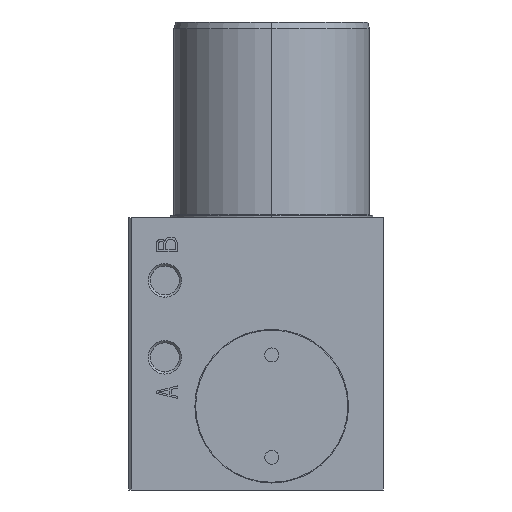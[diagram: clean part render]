
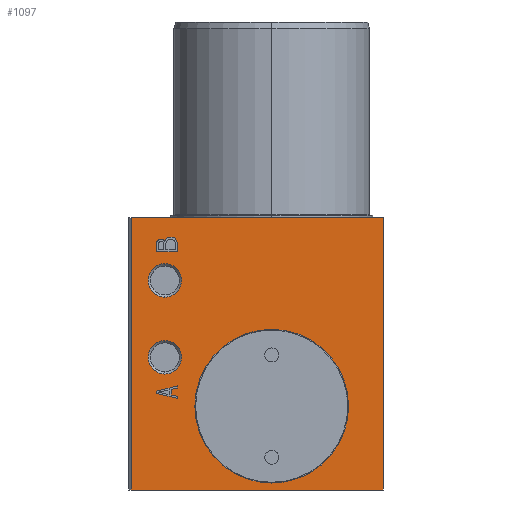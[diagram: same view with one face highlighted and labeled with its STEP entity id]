
A CAD part, left-side view. The second image highlights one B-rep face of the part: STEP entity #1097.
In plain terms, the highlighted face is planar.
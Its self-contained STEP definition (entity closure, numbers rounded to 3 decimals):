
#870=CARTESIAN_POINT('',(19.5,11.5,-50.));
#871=DIRECTION('',(0.,0.,1.));
#872=DIRECTION('',(1.,0.,0.));
#873=AXIS2_PLACEMENT_3D('',#870,#871,#872);
#874=PLANE('',#873);
#875=CARTESIAN_POINT('',(-14.6,44.,-50.));
#876=VERTEX_POINT('',#875);
#877=CARTESIAN_POINT('',(-14.6,41.,-50.));
#878=VERTEX_POINT('',#877);
#879=CARTESIAN_POINT('',(-14.6,44.,-50.));
#880=DIRECTION('',(0.,-1.,0.));
#881=VECTOR('',#880,3.);
#882=LINE('',#879,#881);
#883=EDGE_CURVE('',#876,#878,#882,.T.);
#884=ORIENTED_EDGE('',*,*,#883,.F.);
#885=CARTESIAN_POINT('',(-15.8,44.,-50.));
#886=VERTEX_POINT('',#885);
#887=CARTESIAN_POINT('',(-15.8,44.,-50.));
#888=DIRECTION('',(1.,0.,-0.));
#889=VECTOR('',#888,1.2);
#890=LINE('',#887,#889);
#891=EDGE_CURVE('',#886,#876,#890,.T.);
#892=ORIENTED_EDGE('',*,*,#891,.F.);
#893=CARTESIAN_POINT('',(-16.402,43.35,-50.));
#894=VERTEX_POINT('',#893);
#895=CARTESIAN_POINT('',(-15.75,43.35,-50.));
#896=DIRECTION('',(0.,0.,-1.));
#897=DIRECTION('',(-1.,0.,-0.));
#898=AXIS2_PLACEMENT_3D('',#895,#896,#897);
#899=CIRCLE('',#898,0.652);
#900=EDGE_CURVE('',#894,#886,#899,.T.);
#901=ORIENTED_EDGE('',*,*,#900,.F.);
#902=CARTESIAN_POINT('',(-16.1,42.8,-50.));
#903=VERTEX_POINT('',#902);
#904=CARTESIAN_POINT('',(-15.75,43.35,-50.));
#905=DIRECTION('',(0.,0.,-1.));
#906=DIRECTION('',(-1.,0.,-0.));
#907=AXIS2_PLACEMENT_3D('',#904,#905,#906);
#908=CIRCLE('',#907,0.652);
#909=EDGE_CURVE('',#903,#894,#908,.T.);
#910=ORIENTED_EDGE('',*,*,#909,.F.);
#911=CARTESIAN_POINT('',(-16.7,41.93,-50.));
#912=VERTEX_POINT('',#911);
#913=CARTESIAN_POINT('',(-15.77,41.93,-50.));
#914=DIRECTION('',(0.,0.,-1.));
#915=DIRECTION('',(-1.,0.,-0.));
#916=AXIS2_PLACEMENT_3D('',#913,#914,#915);
#917=CIRCLE('',#916,0.93);
#918=EDGE_CURVE('',#912,#903,#917,.T.);
#919=ORIENTED_EDGE('',*,*,#918,.F.);
#920=CARTESIAN_POINT('',(-15.8,41.,-50.));
#921=VERTEX_POINT('',#920);
#922=CARTESIAN_POINT('',(-15.77,41.93,-50.));
#923=DIRECTION('',(0.,0.,-1.));
#924=DIRECTION('',(-1.,0.,-0.));
#925=AXIS2_PLACEMENT_3D('',#922,#923,#924);
#926=CIRCLE('',#925,0.93);
#927=EDGE_CURVE('',#921,#912,#926,.T.);
#928=ORIENTED_EDGE('',*,*,#927,.F.);
#929=CARTESIAN_POINT('',(-14.6,41.,-50.));
#930=DIRECTION('',(-1.,0.,0.));
#931=VECTOR('',#930,1.2);
#932=LINE('',#929,#931);
#933=EDGE_CURVE('',#878,#921,#932,.T.);
#934=ORIENTED_EDGE('',*,*,#933,.F.);
#935=EDGE_LOOP('',(#884,#892,#901,#910,#919,#928,#934));
#936=FACE_BOUND('',#935,.T.);
#937=CARTESIAN_POINT('',(18.5,27.5,-50.));
#938=VERTEX_POINT('',#937);
#939=CARTESIAN_POINT('',(-3.5,27.5,-50.));
#940=VERTEX_POINT('',#939);
#941=CARTESIAN_POINT('',(7.5,27.5,-50.));
#942=DIRECTION('',(0.,0.,1.));
#943=DIRECTION('',(1.,0.,-0.));
#944=AXIS2_PLACEMENT_3D('',#941,#942,#943);
#945=CIRCLE('',#944,11.);
#946=EDGE_CURVE('',#938,#940,#945,.T.);
#947=ORIENTED_EDGE('',*,*,#946,.T.);
#948=CARTESIAN_POINT('',(7.5,27.5,-50.));
#949=DIRECTION('',(0.,0.,1.));
#950=DIRECTION('',(1.,0.,-0.));
#951=AXIS2_PLACEMENT_3D('',#948,#949,#950);
#952=CIRCLE('',#951,11.);
#953=EDGE_CURVE('',#940,#938,#952,.T.);
#954=ORIENTED_EDGE('',*,*,#953,.T.);
#955=EDGE_LOOP('',(#947,#954));
#956=FACE_BOUND('',#955,.T.);
#957=CARTESIAN_POINT('',(-12.9,42.8,-50.));
#958=VERTEX_POINT('',#957);
#959=CARTESIAN_POINT('',(-8.1,42.8,-50.));
#960=VERTEX_POINT('',#959);
#961=CARTESIAN_POINT('',(-10.5,42.8,-50.));
#962=DIRECTION('',(-0.,0.,-1.));
#963=DIRECTION('',(1.,0.,-0.));
#964=AXIS2_PLACEMENT_3D('',#961,#962,#963);
#965=CIRCLE('',#964,2.4);
#966=EDGE_CURVE('',#958,#960,#965,.T.);
#967=ORIENTED_EDGE('',*,*,#966,.F.);
#968=CARTESIAN_POINT('',(-10.5,42.8,-50.));
#969=DIRECTION('',(-0.,0.,-1.));
#970=DIRECTION('',(1.,0.,-0.));
#971=AXIS2_PLACEMENT_3D('',#968,#969,#970);
#972=CIRCLE('',#971,2.4);
#973=EDGE_CURVE('',#960,#958,#972,.T.);
#974=ORIENTED_EDGE('',*,*,#973,.F.);
#975=EDGE_LOOP('',(#967,#974));
#976=FACE_BOUND('',#975,.T.);
#977=CARTESIAN_POINT('',(-19.5,11.5,-50.));
#978=VERTEX_POINT('',#977);
#979=CARTESIAN_POINT('',(-19.5,47.6,-50.));
#980=VERTEX_POINT('',#979);
#981=CARTESIAN_POINT('',(-19.5,11.5,-50.));
#982=DIRECTION('',(0.,1.,0.));
#983=VECTOR('',#982,36.1);
#984=LINE('',#981,#983);
#985=EDGE_CURVE('',#978,#980,#984,.T.);
#986=ORIENTED_EDGE('',*,*,#985,.T.);
#987=CARTESIAN_POINT('',(19.5,47.6,-50.));
#988=VERTEX_POINT('',#987);
#989=CARTESIAN_POINT('',(19.5,47.6,-50.));
#990=DIRECTION('',(-1.,0.,0.));
#991=VECTOR('',#990,39.);
#992=LINE('',#989,#991);
#993=EDGE_CURVE('',#988,#980,#992,.T.);
#994=ORIENTED_EDGE('',*,*,#993,.F.);
#995=CARTESIAN_POINT('',(19.5,11.5,-50.));
#996=VERTEX_POINT('',#995);
#997=CARTESIAN_POINT('',(19.5,11.5,-50.));
#998=DIRECTION('',(0.,1.,0.));
#999=VECTOR('',#998,36.1);
#1000=LINE('',#997,#999);
#1001=EDGE_CURVE('',#996,#988,#1000,.T.);
#1002=ORIENTED_EDGE('',*,*,#1001,.F.);
#1003=CARTESIAN_POINT('',(19.5,11.5,-50.));
#1004=DIRECTION('',(-1.,0.,0.));
#1005=VECTOR('',#1004,39.);
#1006=LINE('',#1003,#1005);
#1007=EDGE_CURVE('',#996,#978,#1006,.T.);
#1008=ORIENTED_EDGE('',*,*,#1007,.T.);
#1009=EDGE_LOOP('',(#986,#994,#1002,#1008));
#1010=FACE_BOUND('',#1009,.T.);
#1011=CARTESIAN_POINT('',(-1.9,42.8,-50.));
#1012=VERTEX_POINT('',#1011);
#1013=CARTESIAN_POINT('',(2.9,42.8,-50.));
#1014=VERTEX_POINT('',#1013);
#1015=CARTESIAN_POINT('',(0.5,42.8,-50.));
#1016=DIRECTION('',(-0.,0.,-1.));
#1017=DIRECTION('',(1.,0.,-0.));
#1018=AXIS2_PLACEMENT_3D('',#1015,#1016,#1017);
#1019=CIRCLE('',#1018,2.4);
#1020=EDGE_CURVE('',#1012,#1014,#1019,.T.);
#1021=ORIENTED_EDGE('',*,*,#1020,.F.);
#1022=CARTESIAN_POINT('',(0.5,42.8,-50.));
#1023=DIRECTION('',(-0.,0.,-1.));
#1024=DIRECTION('',(1.,0.,-0.));
#1025=AXIS2_PLACEMENT_3D('',#1022,#1023,#1024);
#1026=CIRCLE('',#1025,2.4);
#1027=EDGE_CURVE('',#1014,#1012,#1026,.T.);
#1028=ORIENTED_EDGE('',*,*,#1027,.F.);
#1029=EDGE_LOOP('',(#1021,#1028));
#1030=FACE_BOUND('',#1029,.T.);
#1031=CARTESIAN_POINT('',(5.35,44.,-50.));
#1032=VERTEX_POINT('',#1031);
#1033=CARTESIAN_POINT('',(4.6,41.,-50.));
#1034=VERTEX_POINT('',#1033);
#1035=CARTESIAN_POINT('',(5.35,44.,-50.));
#1036=DIRECTION('',(-0.243,-0.97,0.));
#1037=VECTOR('',#1036,3.092);
#1038=LINE('',#1035,#1037);
#1039=EDGE_CURVE('',#1032,#1034,#1038,.T.);
#1040=ORIENTED_EDGE('',*,*,#1039,.T.);
#1041=CARTESIAN_POINT('',(4.9,41.,-50.));
#1042=VERTEX_POINT('',#1041);
#1043=CARTESIAN_POINT('',(4.6,41.,-50.));
#1044=DIRECTION('',(1.,0.,-0.));
#1045=VECTOR('',#1044,0.3);
#1046=LINE('',#1043,#1045);
#1047=EDGE_CURVE('',#1034,#1042,#1046,.T.);
#1048=ORIENTED_EDGE('',*,*,#1047,.T.);
#1049=CARTESIAN_POINT('',(5.1,41.9,-50.));
#1050=VERTEX_POINT('',#1049);
#1051=CARTESIAN_POINT('',(4.9,41.,-50.));
#1052=DIRECTION('',(0.217,0.976,0.));
#1053=VECTOR('',#1052,0.922);
#1054=LINE('',#1051,#1053);
#1055=EDGE_CURVE('',#1042,#1050,#1054,.T.);
#1056=ORIENTED_EDGE('',*,*,#1055,.T.);
#1057=CARTESIAN_POINT('',(5.9,41.9,-50.));
#1058=VERTEX_POINT('',#1057);
#1059=CARTESIAN_POINT('',(5.1,41.9,-50.));
#1060=DIRECTION('',(1.,0.,-0.));
#1061=VECTOR('',#1060,0.8);
#1062=LINE('',#1059,#1061);
#1063=EDGE_CURVE('',#1050,#1058,#1062,.T.);
#1064=ORIENTED_EDGE('',*,*,#1063,.T.);
#1065=CARTESIAN_POINT('',(6.1,41.,-50.));
#1066=VERTEX_POINT('',#1065);
#1067=CARTESIAN_POINT('',(5.9,41.9,-50.));
#1068=DIRECTION('',(0.217,-0.976,0.));
#1069=VECTOR('',#1068,0.922);
#1070=LINE('',#1067,#1069);
#1071=EDGE_CURVE('',#1058,#1066,#1070,.T.);
#1072=ORIENTED_EDGE('',*,*,#1071,.T.);
#1073=CARTESIAN_POINT('',(6.4,41.,-50.));
#1074=VERTEX_POINT('',#1073);
#1075=CARTESIAN_POINT('',(6.1,41.,-50.));
#1076=DIRECTION('',(1.,0.,-0.));
#1077=VECTOR('',#1076,0.3);
#1078=LINE('',#1075,#1077);
#1079=EDGE_CURVE('',#1066,#1074,#1078,.T.);
#1080=ORIENTED_EDGE('',*,*,#1079,.T.);
#1081=CARTESIAN_POINT('',(5.65,44.,-50.));
#1082=VERTEX_POINT('',#1081);
#1083=CARTESIAN_POINT('',(6.4,41.,-50.));
#1084=DIRECTION('',(-0.243,0.97,0.));
#1085=VECTOR('',#1084,3.092);
#1086=LINE('',#1083,#1085);
#1087=EDGE_CURVE('',#1074,#1082,#1086,.T.);
#1088=ORIENTED_EDGE('',*,*,#1087,.T.);
#1089=CARTESIAN_POINT('',(5.65,44.,-50.));
#1090=DIRECTION('',(-1.,0.,0.));
#1091=VECTOR('',#1090,0.3);
#1092=LINE('',#1089,#1091);
#1093=EDGE_CURVE('',#1082,#1032,#1092,.T.);
#1094=ORIENTED_EDGE('',*,*,#1093,.T.);
#1095=EDGE_LOOP('',(#1040,#1048,#1056,#1064,#1072,#1080,#1088,#1094));
#1096=FACE_BOUND('',#1095,.T.);
#1097=ADVANCED_FACE('',(#936,#956,#976,#1010,#1030,#1096),#874,.F.);
